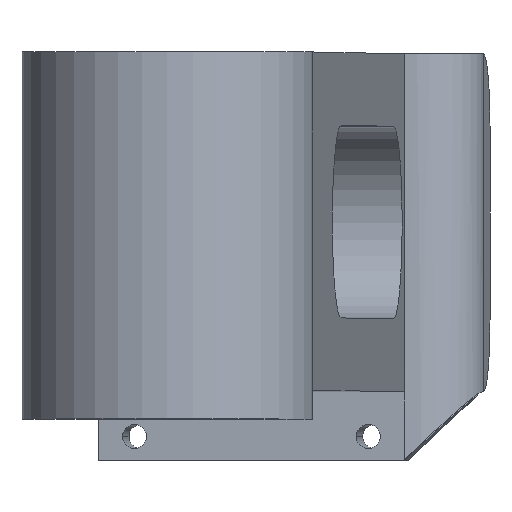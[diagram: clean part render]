
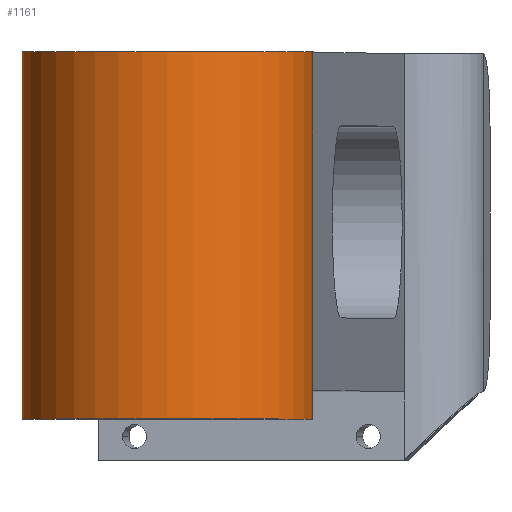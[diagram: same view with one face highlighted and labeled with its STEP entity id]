
A CAD part, top view. The second image highlights one B-rep face of the part: STEP entity #1161.
In plain terms, the highlighted cylindrical face has radius 20 mm (diameter 40 mm), a partial arc.
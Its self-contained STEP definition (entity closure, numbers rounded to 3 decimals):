
#6=CARTESIAN_POINT('',(0.,0.,0.));
#7=DIRECTION('',(0.,1.,0.));
#8=DIRECTION('',(-1.,0.,0.));
#9=AXIS2_PLACEMENT_3D('',#6,#7,#8);
#29=DIRECTION('',(0.,1.,0.));
#30=VECTOR('',#29,4.);
#31=CARTESIAN_POINT('',(20.,0.,0.));
#32=LINE('',#31,#30);
#216=CARTESIAN_POINT('',(0.,50.52,0.));
#217=DIRECTION('',(0.,1.,0.));
#218=DIRECTION('',(-1.,0.,0.));
#219=AXIS2_PLACEMENT_3D('',#216,#217,#218);
#436=DIRECTION('',(0.,1.,0.));
#437=VECTOR('',#436,46.52);
#438=CARTESIAN_POINT('',(20.,4.,0.));
#439=LINE('',#438,#437);
#440=DIRECTION('',(0.,1.,0.));
#441=VECTOR('',#440,50.52);
#442=CARTESIAN_POINT('',(-20.,0.,0.));
#443=LINE('',#442,#441);
#444=CARTESIAN_POINT('',(20.,0.,0.));
#445=CARTESIAN_POINT('',(-20.,0.,0.));
#446=VERTEX_POINT('',#444);
#447=VERTEX_POINT('',#445);
#456=CARTESIAN_POINT('',(-20.,50.52,0.));
#457=VERTEX_POINT('',#456);
#458=CARTESIAN_POINT('',(20.,4.,0.));
#459=CARTESIAN_POINT('',(20.,50.52,0.));
#460=VERTEX_POINT('',#458);
#461=VERTEX_POINT('',#459);
#1149=CARTESIAN_POINT('',(0.,0.,0.));
#1150=DIRECTION('',(0.,1.,0.));
#1151=DIRECTION('',(1.,0.,0.));
#1152=AXIS2_PLACEMENT_3D('',#1149,#1150,#1151);
#1153=CYLINDRICAL_SURFACE('',#1152,20.);
#1154=ORIENTED_EDGE('',*,*,#891,.F.);
#1155=ORIENTED_EDGE('',*,*,#594,.F.);
#1156=ORIENTED_EDGE('',*,*,#569,.F.);
#1157=ORIENTED_EDGE('',*,*,#591,.T.);
#1158=ORIENTED_EDGE('',*,*,#828,.T.);
#1159=EDGE_LOOP('',(#1154,#1155,#1156,#1157,#1158));
#1160=FACE_OUTER_BOUND('',#1159,.F.);
#1161=ADVANCED_FACE('',(#1160),#1153,.T.);
#10=CIRCLE('',#9,20.);
#220=CIRCLE('',#219,20.);
#569=EDGE_CURVE('',#447,#446,#10,.T.);
#591=EDGE_CURVE('',#447,#457,#443,.T.);
#594=EDGE_CURVE('',#446,#460,#32,.T.);
#828=EDGE_CURVE('',#457,#461,#220,.T.);
#891=EDGE_CURVE('',#460,#461,#439,.T.);
